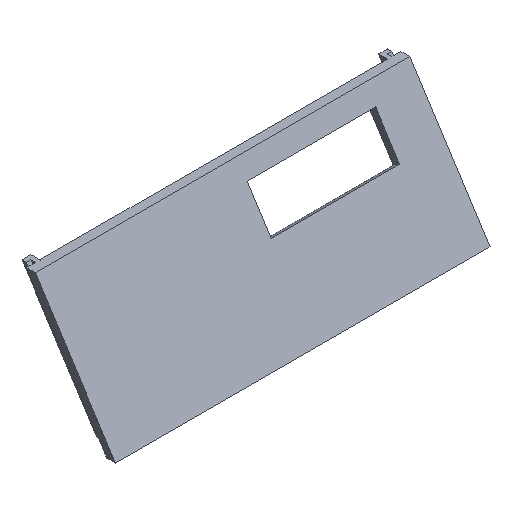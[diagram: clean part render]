
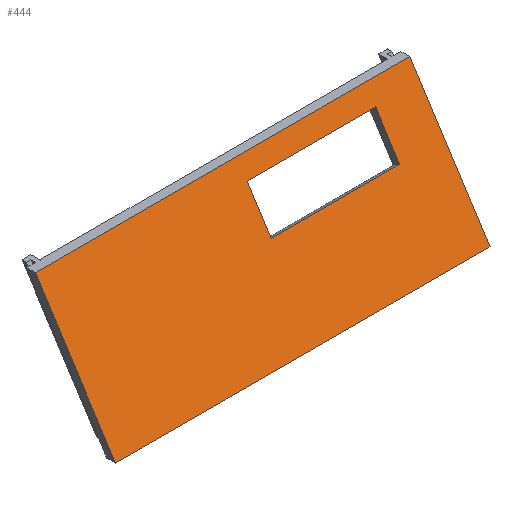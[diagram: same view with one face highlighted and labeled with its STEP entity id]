
A CAD part, isometric view. The second image highlights one B-rep face of the part: STEP entity #444.
In plain terms, the highlighted planar face has unit normal (0, -0.841, 0.541).
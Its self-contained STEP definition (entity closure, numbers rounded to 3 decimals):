
#16=FACE_BOUND('',#60,.T.);
#36=FACE_OUTER_BOUND('',#59,.T.);
#59=EDGE_LOOP('',(#387,#388,#389,#390));
#60=EDGE_LOOP('',(#391,#392,#393,#394));
#65=LINE('',#597,#125);
#68=LINE('',#603,#128);
#71=LINE('',#609,#131);
#74=LINE('',#613,#134);
#97=LINE('',#663,#157);
#120=LINE('',#706,#180);
#121=LINE('',#708,#181);
#122=LINE('',#709,#182);
#125=VECTOR('',#489,10.);
#128=VECTOR('',#494,10.);
#131=VECTOR('',#499,10.);
#134=VECTOR('',#504,10.);
#157=VECTOR('',#539,10.);
#180=VECTOR('',#580,10.);
#181=VECTOR('',#583,10.);
#182=VECTOR('',#584,10.);
#185=VERTEX_POINT('',#594);
#186=VERTEX_POINT('',#596);
#188=VERTEX_POINT('',#602);
#190=VERTEX_POINT('',#608);
#210=VERTEX_POINT('',#660);
#211=VERTEX_POINT('',#662);
#221=VERTEX_POINT('',#702);
#222=VERTEX_POINT('',#704);
#225=EDGE_CURVE('',#186,#185,#65,.T.);
#228=EDGE_CURVE('',#188,#186,#68,.T.);
#231=EDGE_CURVE('',#190,#188,#71,.T.);
#234=EDGE_CURVE('',#185,#190,#74,.T.);
#257=EDGE_CURVE('',#210,#211,#97,.T.);
#280=EDGE_CURVE('',#221,#222,#120,.T.);
#281=EDGE_CURVE('',#210,#221,#121,.T.);
#282=EDGE_CURVE('',#211,#222,#122,.T.);
#387=ORIENTED_EDGE('',*,*,#281,.T.);
#388=ORIENTED_EDGE('',*,*,#280,.T.);
#389=ORIENTED_EDGE('',*,*,#282,.F.);
#390=ORIENTED_EDGE('',*,*,#257,.F.);
#391=ORIENTED_EDGE('',*,*,#231,.T.);
#392=ORIENTED_EDGE('',*,*,#228,.T.);
#393=ORIENTED_EDGE('',*,*,#225,.T.);
#394=ORIENTED_EDGE('',*,*,#234,.T.);
#422=PLANE('',#480);
#444=ADVANCED_FACE('',(#36,#16),#422,.T.);
#480=AXIS2_PLACEMENT_3D('',#707,#581,#582);
#489=DIRECTION('',(-1.,0.,0.));
#494=DIRECTION('',(0.,-0.541,-0.841));
#499=DIRECTION('',(1.,0.,0.));
#504=DIRECTION('',(0.,0.541,0.841));
#539=DIRECTION('',(-1.,0.,0.));
#580=DIRECTION('',(-1.,0.,0.));
#581=DIRECTION('center_axis',(0.,-0.841,0.541));
#582=DIRECTION('ref_axis',(0.,0.541,0.841));
#583=DIRECTION('',(0.,0.541,0.841));
#584=DIRECTION('',(0.,0.541,0.841));
#594=CARTESIAN_POINT('',(108.,-34.344,39.91));
#596=CARTESIAN_POINT('',(180.,-34.344,39.91));
#597=CARTESIAN_POINT('',(192.5,-34.344,39.91));
#602=CARTESIAN_POINT('',(180.,-20.825,60.94));
#603=CARTESIAN_POINT('',(180.,-40.412,30.47));
#608=CARTESIAN_POINT('',(108.,-20.825,60.94));
#609=CARTESIAN_POINT('',(156.5,-20.825,60.94));
#613=CARTESIAN_POINT('',(108.,-47.172,19.955));
#660=CARTESIAN_POINT('',(205.,-60.,0.));
#662=CARTESIAN_POINT('',(-5.,-60.,0.));
#663=CARTESIAN_POINT('',(205.,-60.,0.));
#702=CARTESIAN_POINT('',(205.,-15.,70.));
#704=CARTESIAN_POINT('',(-5.,-15.,70.));
#706=CARTESIAN_POINT('',(205.,-15.,70.));
#707=CARTESIAN_POINT('Origin',(205.,-60.,0.));
#708=CARTESIAN_POINT('',(205.,-60.,0.));
#709=CARTESIAN_POINT('',(-5.,-60.,0.));
